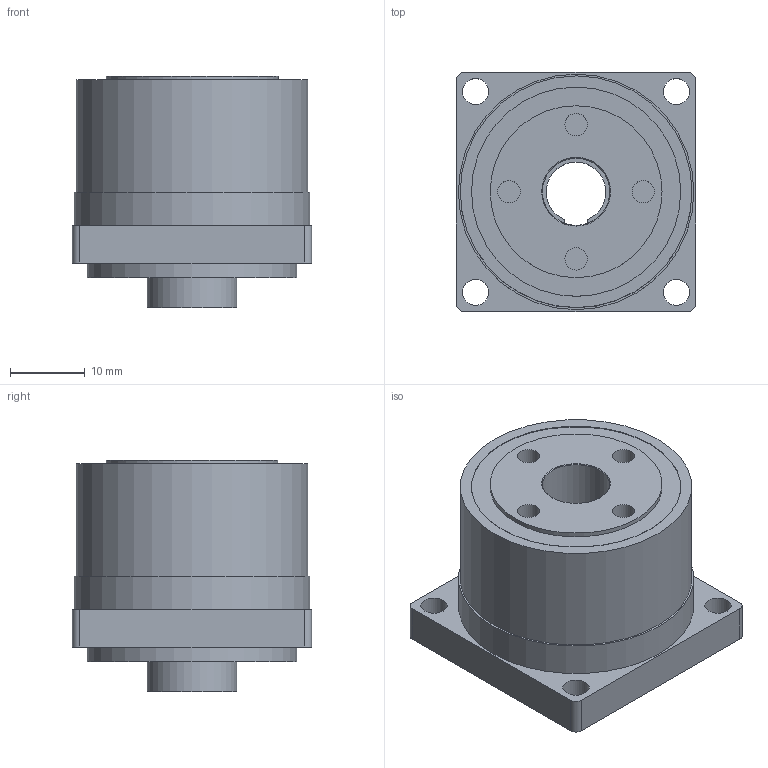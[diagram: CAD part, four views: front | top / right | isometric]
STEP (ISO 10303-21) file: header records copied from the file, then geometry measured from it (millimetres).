
FILE_DESCRIPTION(/* description */ (''),/* implementation_level */ '2;1');
FILE_NAME(/* name */ 'MINI 11.stp',/* time_stamp */ '2020-02-23T22:58:56+08:00',/* author */ (''),/* organization */ (''),/* preprocessor_version */ 'ST-DEVELOPER v16',/* originating_system */ 'SIEMENS PLM Software NX 10.0',/* authorisation */ '');
FILE_SCHEMA (('CONFIG_CONTROL_DESIGN'));
Length unit declared in the file: millimetre
Products named in the file (1): MINI11
Bounding box: 32 x 32 x 31 mm (x, y, z)
Volume: 16831.7 mm3; surface area: 8336.2 mm2
Topology: 21 solids, 21 shells, 70 faces, 161 edges, 108 vertices
Faces by surface type: cylinder 25, plane 24, sphere 18, cone 2, torus 1
Full cylindrical faces by diameter (mm): 3 x4, 3.5 x4, 9 x1, 12 x1, 20 x2, 21.2 x2, 23 x1, 25 x1, 28 x2, 31 x1, 31.5 x1
Entity records: 1554 total; most frequent: DIRECTION 272, CARTESIAN_POINT 233, ORIENTED_EDGE 156, AXIS2_PLACEMENT_3D 123, FACE_BOUND 102, EDGE_LOOP 100, VERTEX_POINT 84, EDGE_CURVE 78
